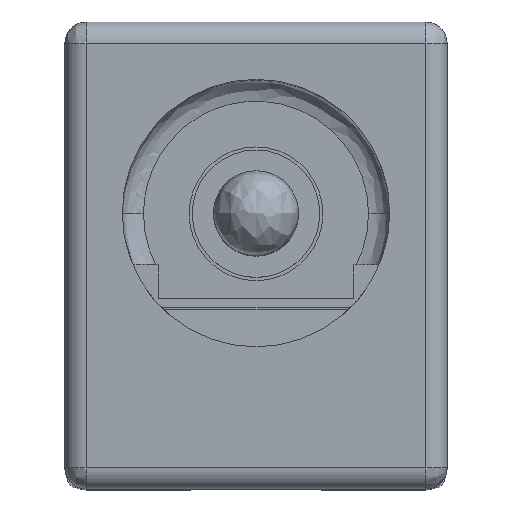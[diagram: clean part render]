
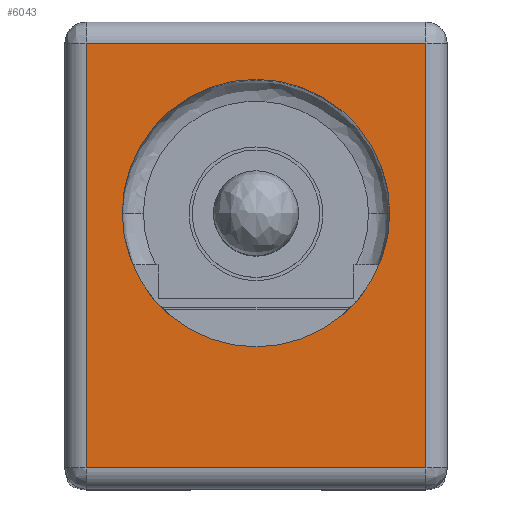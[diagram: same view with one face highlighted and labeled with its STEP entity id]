
A CAD part, top view. The second image highlights one B-rep face of the part: STEP entity #6043.
In plain terms, the highlighted planar face has unit normal (0, 0, 1).
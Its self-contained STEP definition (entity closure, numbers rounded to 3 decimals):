
#390 = CARTESIAN_POINT ( 'NONE',  ( -4., -6., 0. ) ) ;
#407 = DIRECTION ( 'NONE',  ( -1., 0., 0. ) ) ;
#437 = AXIS2_PLACEMENT_3D ( 'NONE', #7469, #1074, #407 ) ;
#709 = CARTESIAN_POINT ( 'NONE',  ( -4.5, 4., 0. ) ) ;
#914 = CARTESIAN_POINT ( 'NONE',  ( -3.15, 0., 0. ) ) ;
#1074 = DIRECTION ( 'NONE',  ( 0., 0., -1. ) ) ;
#1153 = ORIENTED_EDGE ( 'NONE', *, *, #2043, .T. ) ;
#1883 = EDGE_CURVE ( 'NONE', #5898, #2865, #9117, .T. ) ;
#2043 = EDGE_CURVE ( 'NONE', #7204, #4461, #6927, .T. ) ;
#2140 = AXIS2_PLACEMENT_3D ( 'NONE', #6536, #7971, #7288 ) ;
#2188 = DIRECTION ( 'NONE',  ( -1., 0., 0. ) ) ;
#2401 = CIRCLE ( 'NONE', #6559, 3.15 ) ;
#2441 = EDGE_LOOP ( 'NONE', ( #5049, #2907, #3735, #8052 ) ) ;
#2671 = DIRECTION ( 'NONE',  ( 0., 1., 0. ) ) ;
#2865 = VERTEX_POINT ( 'NONE', #8611 ) ;
#2907 = ORIENTED_EDGE ( 'NONE', *, *, #3096, .F. ) ;
#2968 = EDGE_LOOP ( 'NONE', ( #1153, #7156 ) ) ;
#3096 = EDGE_CURVE ( 'NONE', #7843, #5898, #8412, .T. ) ;
#3344 = CARTESIAN_POINT ( 'NONE',  ( -4., -6., 0. ) ) ;
#3735 = ORIENTED_EDGE ( 'NONE', *, *, #5457, .F. ) ;
#3846 = PLANE ( 'NONE',  #437 ) ;
#3968 = VECTOR ( 'NONE', #6095, 1000. ) ;
#3972 = EDGE_CURVE ( 'NONE', #2865, #6557, #7283, .T. ) ;
#4461 = VERTEX_POINT ( 'NONE', #8705 ) ;
#4571 = DIRECTION ( 'NONE',  ( -1., 0., 0. ) ) ;
#4579 = VECTOR ( 'NONE', #2671, 1000. ) ;
#5021 = FACE_BOUND ( 'NONE', #2968, .T. ) ;
#5049 = ORIENTED_EDGE ( 'NONE', *, *, #1883, .F. ) ;
#5132 = LINE ( 'NONE', #6426, #9113 ) ;
#5217 = CARTESIAN_POINT ( 'NONE',  ( 0., 0., 0. ) ) ;
#5362 = CARTESIAN_POINT ( 'NONE',  ( 4., -6., 0. ) ) ;
#5457 = EDGE_CURVE ( 'NONE', #6557, #7843, #5132, .T. ) ;
#5898 = VERTEX_POINT ( 'NONE', #8159 ) ;
#6043 = ADVANCED_FACE ( 'NONE', ( #8992, #5021 ), #3846, .F. ) ;
#6095 = DIRECTION ( 'NONE',  ( 0., -1., 0. ) ) ;
#6426 = CARTESIAN_POINT ( 'NONE',  ( -4.5, -6., 0. ) ) ;
#6536 = CARTESIAN_POINT ( 'NONE',  ( 0., 0., 0. ) ) ;
#6557 = VERTEX_POINT ( 'NONE', #8700 ) ;
#6559 = AXIS2_PLACEMENT_3D ( 'NONE', #5217, #8050, #4571 ) ;
#6700 = VECTOR ( 'NONE', #8601, 1000. ) ;
#6899 = EDGE_CURVE ( 'NONE', #4461, #7204, #2401, .T. ) ;
#6927 = CIRCLE ( 'NONE', #2140, 3.15 ) ;
#7156 = ORIENTED_EDGE ( 'NONE', *, *, #6899, .T. ) ;
#7204 = VERTEX_POINT ( 'NONE', #914 ) ;
#7283 = LINE ( 'NONE', #5362, #3968 ) ;
#7288 = DIRECTION ( 'NONE',  ( -1., 0., 0. ) ) ;
#7469 = CARTESIAN_POINT ( 'NONE',  ( -4.5, -6., 0. ) ) ;
#7843 = VERTEX_POINT ( 'NONE', #390 ) ;
#7971 = DIRECTION ( 'NONE',  ( 0., 0., -1. ) ) ;
#8050 = DIRECTION ( 'NONE',  ( 0., 0., -1. ) ) ;
#8052 = ORIENTED_EDGE ( 'NONE', *, *, #3972, .F. ) ;
#8159 = CARTESIAN_POINT ( 'NONE',  ( -4., 4., 0. ) ) ;
#8412 = LINE ( 'NONE', #3344, #4579 ) ;
#8601 = DIRECTION ( 'NONE',  ( 1., 0., 0. ) ) ;
#8611 = CARTESIAN_POINT ( 'NONE',  ( 4., 4., 0. ) ) ;
#8700 = CARTESIAN_POINT ( 'NONE',  ( 4., -6., 0. ) ) ;
#8705 = CARTESIAN_POINT ( 'NONE',  ( 3.15, 0., 0. ) ) ;
#8992 = FACE_OUTER_BOUND ( 'NONE', #2441, .T. ) ;
#9113 = VECTOR ( 'NONE', #2188, 1000. ) ;
#9117 = LINE ( 'NONE', #709, #6700 ) ;
